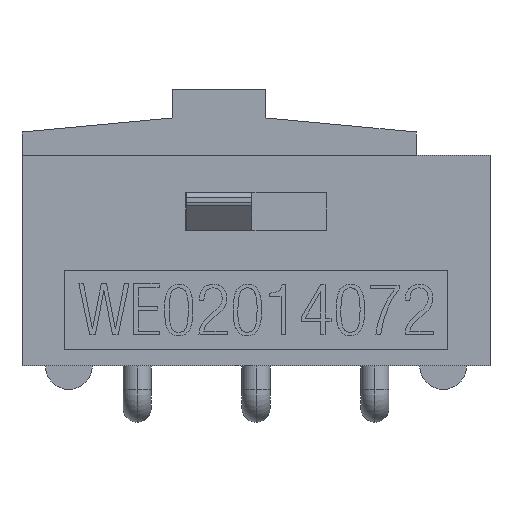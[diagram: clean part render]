
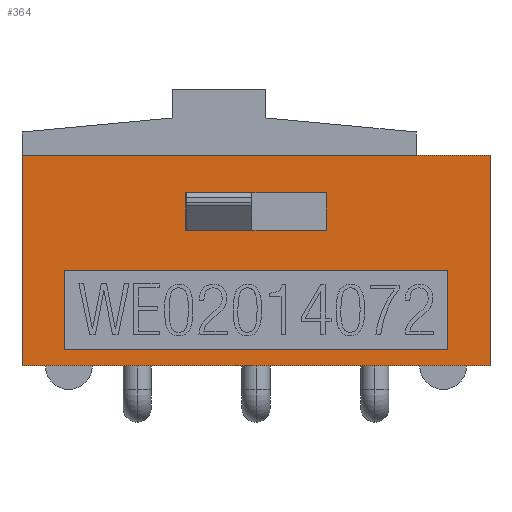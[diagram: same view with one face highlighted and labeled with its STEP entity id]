
A CAD part, front view. The second image highlights one B-rep face of the part: STEP entity #364.
In plain terms, the highlighted planar face has unit normal (0, -1, 0).
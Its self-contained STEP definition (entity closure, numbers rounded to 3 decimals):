
#364=ADVANCED_FACE('',(#867,#868,#869),#870,.F.);
#867=FACE_OUTER_BOUND('',#1519,.T.);
#868=FACE_BOUND('',#1520,.T.);
#869=FACE_BOUND('',#1521,.T.);
#870=PLANE('',#1522);
#1519=EDGE_LOOP('',(#2825,#2826,#2827,#2828));
#1520=EDGE_LOOP('',(#2829,#2830,#2831,#2832));
#1521=EDGE_LOOP('',(#2833,#2834,#2835,#2836));
#1522=AXIS2_PLACEMENT_3D('',#2837,#2838,#2839);
#2825=ORIENTED_EDGE('',*,*,#4077,.T.);
#2826=ORIENTED_EDGE('',*,*,#4288,.F.);
#2827=ORIENTED_EDGE('',*,*,#4269,.F.);
#2828=ORIENTED_EDGE('',*,*,#4290,.T.);
#2829=ORIENTED_EDGE('',*,*,#4292,.F.);
#2830=ORIENTED_EDGE('',*,*,#4293,.F.);
#2831=ORIENTED_EDGE('',*,*,#4294,.F.);
#2832=ORIENTED_EDGE('',*,*,#4295,.F.);
#2833=ORIENTED_EDGE('',*,*,#4296,.F.);
#2834=ORIENTED_EDGE('',*,*,#4297,.F.);
#2835=ORIENTED_EDGE('',*,*,#4298,.F.);
#2836=ORIENTED_EDGE('',*,*,#4299,.F.);
#2837=CARTESIAN_POINT('',(-5.0,-1.25,5.0));
#2838=DIRECTION('',(0.,1.0,0.0));
#2839=DIRECTION('',(1.0,0.,0.0));
#4077=EDGE_CURVE('',#4864,#4868,#4870,.T.);
#4269=EDGE_CURVE('',#5171,#5173,#5174,.T.);
#4288=EDGE_CURVE('',#5173,#4868,#5202,.T.);
#4290=EDGE_CURVE('',#5171,#4864,#5204,.T.);
#4292=EDGE_CURVE('',#5206,#5207,#5208,.T.);
#4293=EDGE_CURVE('',#5209,#5206,#5210,.T.);
#4294=EDGE_CURVE('',#5211,#5209,#5212,.T.);
#4295=EDGE_CURVE('',#5207,#5211,#5213,.T.);
#4296=EDGE_CURVE('',#5214,#5215,#5216,.T.);
#4297=EDGE_CURVE('',#5217,#5214,#5218,.T.);
#4298=EDGE_CURVE('',#5219,#5217,#5220,.T.);
#4299=EDGE_CURVE('',#5215,#5219,#5221,.T.);
#4864=VERTEX_POINT('',#6199);
#4868=VERTEX_POINT('',#6205);
#4870=LINE('',#6208,#6209);
#5171=VERTEX_POINT('',#6876);
#5173=VERTEX_POINT('',#6879);
#5174=LINE('',#6880,#6881);
#5202=LINE('',#6921,#6922);
#5204=LINE('',#6924,#6925);
#5206=VERTEX_POINT('',#6927);
#5207=VERTEX_POINT('',#6928);
#5208=LINE('',#6929,#6930);
#5209=VERTEX_POINT('',#6931);
#5210=LINE('',#6932,#6933);
#5211=VERTEX_POINT('',#6934);
#5212=LINE('',#6935,#6936);
#5213=LINE('',#6937,#6938);
#5214=VERTEX_POINT('',#6939);
#5215=VERTEX_POINT('',#6940);
#5216=LINE('',#6941,#6942);
#5217=VERTEX_POINT('',#6943);
#5218=LINE('',#6944,#6945);
#5219=VERTEX_POINT('',#6946);
#5220=LINE('',#6947,#6948);
#5221=LINE('',#6949,#6950);
#6199=CARTESIAN_POINT('',(-5.0,-1.25,0.5));
#6205=CARTESIAN_POINT('',(5.0,-1.25,0.5));
#6208=CARTESIAN_POINT('',(-5.0,-1.25,0.5));
#6209=VECTOR('',#7713,1000.0);
#6876=CARTESIAN_POINT('',(-5.0,-1.25,5.0));
#6879=CARTESIAN_POINT('',(5.0,-1.25,5.0));
#6880=CARTESIAN_POINT('',(-5.0,-1.25,5.0));
#6881=VECTOR('',#7775,1000.0);
#6921=CARTESIAN_POINT('',(5.0,-1.25,5.0));
#6922=VECTOR('',#7797,1000.0);
#6924=CARTESIAN_POINT('',(-5.0,-1.25,5.0));
#6925=VECTOR('',#7798,1000.0);
#6927=CARTESIAN_POINT('',(-4.1,-1.25,0.85));
#6928=CARTESIAN_POINT('',(4.1,-1.25,0.85));
#6929=CARTESIAN_POINT('',(-4.1,-1.25,0.85));
#6930=VECTOR('',#7799,1000.0);
#6931=CARTESIAN_POINT('',(-4.1,-1.25,2.55));
#6932=CARTESIAN_POINT('',(-4.1,-1.25,2.55));
#6933=VECTOR('',#7800,1000.0);
#6934=CARTESIAN_POINT('',(4.1,-1.25,2.55));
#6935=CARTESIAN_POINT('',(4.1,-1.25,2.55));
#6936=VECTOR('',#7801,1000.0);
#6937=CARTESIAN_POINT('',(4.1,-1.25,0.85));
#6938=VECTOR('',#7802,1000.0);
#6939=CARTESIAN_POINT('',(-1.5,-1.25,4.2));
#6940=CARTESIAN_POINT('',(-1.5,-1.25,3.4));
#6941=CARTESIAN_POINT('',(-1.5,-1.25,5.0));
#6942=VECTOR('',#7803,1000.0);
#6943=CARTESIAN_POINT('',(1.5,-1.25,4.2));
#6944=CARTESIAN_POINT('',(-5.0,-1.25,4.2));
#6945=VECTOR('',#7804,1000.0);
#6946=CARTESIAN_POINT('',(1.5,-1.25,3.4));
#6947=CARTESIAN_POINT('',(1.5,-1.25,5.0));
#6948=VECTOR('',#7805,1000.0);
#6949=CARTESIAN_POINT('',(-5.0,-1.25,3.4));
#6950=VECTOR('',#7806,1000.0);
#7713=DIRECTION('',(1.0,0.,0.0));
#7775=DIRECTION('',(1.0,0.,0.0));
#7797=DIRECTION('',(0.0,0.0,-1.0));
#7798=DIRECTION('',(0.0,0.0,-1.0));
#7799=DIRECTION('',(1.0,0.,0.0));
#7800=DIRECTION('',(0.0,0.0,-1.0));
#7801=DIRECTION('',(-1.0,0.,0.0));
#7802=DIRECTION('',(0.0,0.0,1.0));
#7803=DIRECTION('',(0.0,0.0,-1.0));
#7804=DIRECTION('',(-1.0,0.,0.0));
#7805=DIRECTION('',(0.0,0.0,1.0));
#7806=DIRECTION('',(1.0,0.,0.0));
